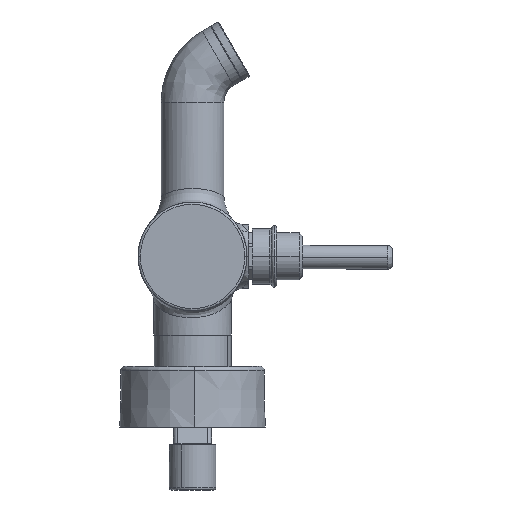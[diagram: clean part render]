
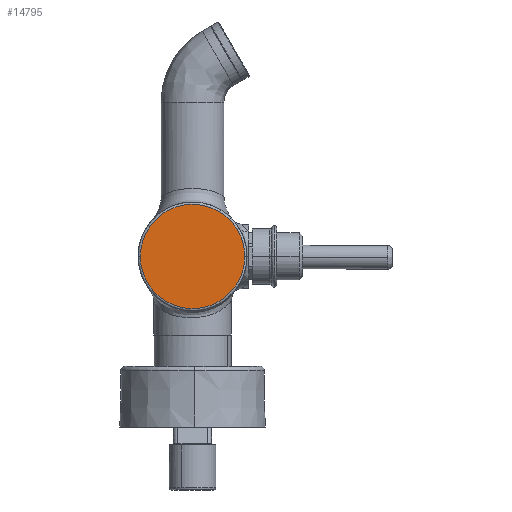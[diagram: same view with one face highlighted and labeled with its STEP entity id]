
A CAD part, left-side view. The second image highlights one B-rep face of the part: STEP entity #14795.
In plain terms, the highlighted planar face has unit normal (-1, 0, 0).
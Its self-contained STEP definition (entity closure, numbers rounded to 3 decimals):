
#1747 = CARTESIAN_POINT ( 'NONE',  ( -107.5, 23.357, -46.51 ) ) ;
#2589 = DIRECTION ( 'NONE',  ( 0., 0., -1. ) ) ;
#3707 = VERTEX_POINT ( 'NONE', #21310 ) ;
#4255 = CARTESIAN_POINT ( 'NONE',  ( -107.5, -23.143, -46.51 ) ) ;
#5230 = CARTESIAN_POINT ( 'NONE',  ( -107.5, 23.357, -0.01 ) ) ;
#6425 = CARTESIAN_POINT ( 'NONE',  ( -107.5, -23.143, -0.01 ) ) ;
#7173 = CARTESIAN_POINT ( 'NONE',  ( -107.5, -23.143, 46.49 ) ) ;
#9621 = CARTESIAN_POINT ( 'NONE',  ( -107.5, 23.357, -0.01 ) ) ;
#10731 =( BOUNDED_CURVE ( )  B_SPLINE_CURVE ( 3, ( #6425, #4255, #1747, #9621 ),
 .UNSPECIFIED., .F., .T. ) 
 B_SPLINE_CURVE_WITH_KNOTS ( ( 4, 4 ),
 ( 0., 0.5 ),
 .UNSPECIFIED. ) 
 CURVE ( )  GEOMETRIC_REPRESENTATION_ITEM ( )  RATIONAL_B_SPLINE_CURVE ( ( 1., 0.333, 0.333, 1. ) ) 
 REPRESENTATION_ITEM ( '' )  );
#14036 = EDGE_CURVE ( 'NONE', #23843, #3707, #18221, .T. ) ;
#14464 = CARTESIAN_POINT ( 'NONE',  ( -107.5, 23.357, 46.49 ) ) ;
#14795 = ADVANCED_FACE ( 'NONE', ( #22319 ), #19316, .F. ) ;
#15252 = ORIENTED_EDGE ( 'NONE', *, *, #20648, .F. ) ;
#17614 = DIRECTION ( 'NONE',  ( 1., 0., 0. ) ) ;
#17867 = CARTESIAN_POINT ( 'NONE',  ( -107.5, 23.357, -0.01 ) ) ;
#18221 =( BOUNDED_CURVE ( )  B_SPLINE_CURVE ( 3, ( #5230, #14464, #7173, #22461 ),
 .UNSPECIFIED., .F., .T. ) 
 B_SPLINE_CURVE_WITH_KNOTS ( ( 4, 4 ),
 ( 0.5, 1. ),
 .UNSPECIFIED. ) 
 CURVE ( )  GEOMETRIC_REPRESENTATION_ITEM ( )  RATIONAL_B_SPLINE_CURVE ( ( 1., 0.333, 0.333, 1. ) ) 
 REPRESENTATION_ITEM ( '' )  );
#19316 = PLANE ( 'NONE',  #20304 ) ;
#20304 = AXIS2_PLACEMENT_3D ( 'NONE', #23663, #17614, #2589 ) ;
#20648 = EDGE_CURVE ( 'NONE', #3707, #23843, #10731, .T. ) ;
#21310 = CARTESIAN_POINT ( 'NONE',  ( -107.5, -23.143, -0.01 ) ) ;
#22319 = FACE_OUTER_BOUND ( 'NONE', #23846, .T. ) ;
#22461 = CARTESIAN_POINT ( 'NONE',  ( -107.5, -23.143, -0.01 ) ) ;
#23663 = CARTESIAN_POINT ( 'NONE',  ( -107.5, 28.617, -28.519 ) ) ;
#23734 = ORIENTED_EDGE ( 'NONE', *, *, #14036, .F. ) ;
#23843 = VERTEX_POINT ( 'NONE', #17867 ) ;
#23846 = EDGE_LOOP ( 'NONE', ( #15252, #23734 ) ) ;
